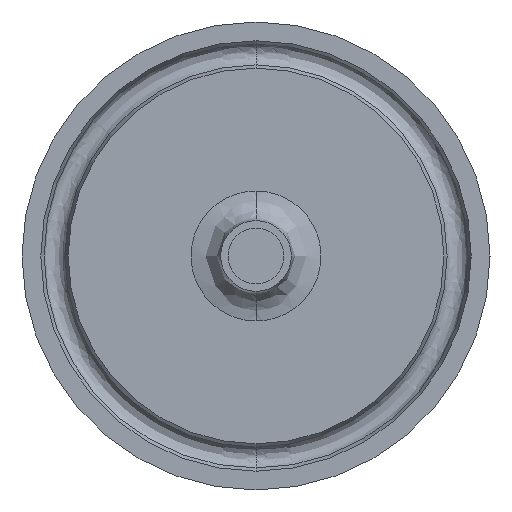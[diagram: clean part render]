
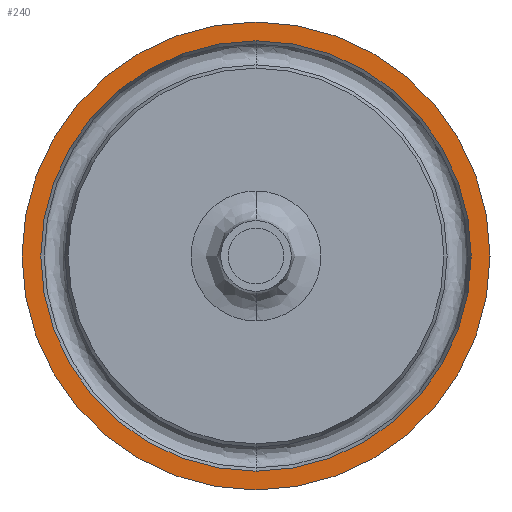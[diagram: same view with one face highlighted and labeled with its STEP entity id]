
A CAD part, front view. The second image highlights one B-rep face of the part: STEP entity #240.
In plain terms, the highlighted planar face has unit normal (0, -1, 0).
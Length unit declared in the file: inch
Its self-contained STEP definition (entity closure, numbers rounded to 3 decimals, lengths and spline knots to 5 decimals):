
#30 = AXIS2_PLACEMENT_3D ( 'NONE', #2031, #807, #613 ) ;
#141 = CARTESIAN_POINT ( 'NONE',  ( 0., -0.66929, 0. ) ) ;
#151 = EDGE_LOOP ( 'NONE', ( #1651, #2285 ) ) ;
#240 = ADVANCED_FACE ( 'NONE', ( #383, #2210 ), #378, .T. ) ;
#295 = DIRECTION ( 'NONE',  ( 0., 0., -1. ) ) ;
#378 = PLANE ( 'NONE',  #1355 ) ;
#383 = FACE_BOUND ( 'NONE', #151, .T. ) ;
#584 = CIRCLE ( 'NONE', #30, 0.99213 ) ;
#613 = DIRECTION ( 'NONE',  ( 0., 0., -1. ) ) ;
#636 = EDGE_LOOP ( 'NONE', ( #1889, #1318 ) ) ;
#692 = CARTESIAN_POINT ( 'NONE',  ( 0., -0.66929, 0. ) ) ;
#754 = AXIS2_PLACEMENT_3D ( 'NONE', #1436, #1627, #1029 ) ;
#807 = DIRECTION ( 'NONE',  ( 0., -1., 0. ) ) ;
#842 = CIRCLE ( 'NONE', #1033, 0.99213 ) ;
#852 = CIRCLE ( 'NONE', #1811, 0.91235 ) ;
#856 = DIRECTION ( 'NONE',  ( 0., -1., 0. ) ) ;
#1029 = DIRECTION ( 'NONE',  ( 0., 0., -1. ) ) ;
#1033 = AXIS2_PLACEMENT_3D ( 'NONE', #141, #1961, #1354 ) ;
#1210 = EDGE_CURVE ( 'NONE', #1672, #2187, #584, .T. ) ;
#1318 = ORIENTED_EDGE ( 'NONE', *, *, #1548, .T. ) ;
#1354 = DIRECTION ( 'NONE',  ( 0., 0., -1. ) ) ;
#1355 = AXIS2_PLACEMENT_3D ( 'NONE', #2677, #856, #1454 ) ;
#1436 = CARTESIAN_POINT ( 'NONE',  ( 0., -0.66929, 0. ) ) ;
#1445 = VERTEX_POINT ( 'NONE', #2410 ) ;
#1454 = DIRECTION ( 'NONE',  ( 0., 0., -1. ) ) ;
#1496 = EDGE_CURVE ( 'NONE', #1445, #1604, #2037, .T. ) ;
#1548 = EDGE_CURVE ( 'NONE', #2187, #1672, #842, .T. ) ;
#1604 = VERTEX_POINT ( 'NONE', #2223 ) ;
#1627 = DIRECTION ( 'NONE',  ( 0., 1., 0. ) ) ;
#1651 = ORIENTED_EDGE ( 'NONE', *, *, #1496, .T. ) ;
#1672 = VERTEX_POINT ( 'NONE', #2107 ) ;
#1766 = CARTESIAN_POINT ( 'NONE',  ( 0., -0.66929, 0.99213 ) ) ;
#1811 = AXIS2_PLACEMENT_3D ( 'NONE', #692, #2124, #295 ) ;
#1889 = ORIENTED_EDGE ( 'NONE', *, *, #1210, .T. ) ;
#1961 = DIRECTION ( 'NONE',  ( 0., -1., 0. ) ) ;
#2031 = CARTESIAN_POINT ( 'NONE',  ( 0., -0.66929, 0. ) ) ;
#2037 = CIRCLE ( 'NONE', #754, 0.91235 ) ;
#2107 = CARTESIAN_POINT ( 'NONE',  ( 0., -0.66929, -0.99213 ) ) ;
#2124 = DIRECTION ( 'NONE',  ( 0., 1., 0. ) ) ;
#2187 = VERTEX_POINT ( 'NONE', #1766 ) ;
#2210 = FACE_OUTER_BOUND ( 'NONE', #636, .T. ) ;
#2223 = CARTESIAN_POINT ( 'NONE',  ( 0., -0.66929, 0.91235 ) ) ;
#2285 = ORIENTED_EDGE ( 'NONE', *, *, #2505, .T. ) ;
#2410 = CARTESIAN_POINT ( 'NONE',  ( 0., -0.66929, -0.91235 ) ) ;
#2505 = EDGE_CURVE ( 'NONE', #1604, #1445, #852, .T. ) ;
#2677 = CARTESIAN_POINT ( 'NONE',  ( 0., -0.66929, 0.49606 ) ) ;
